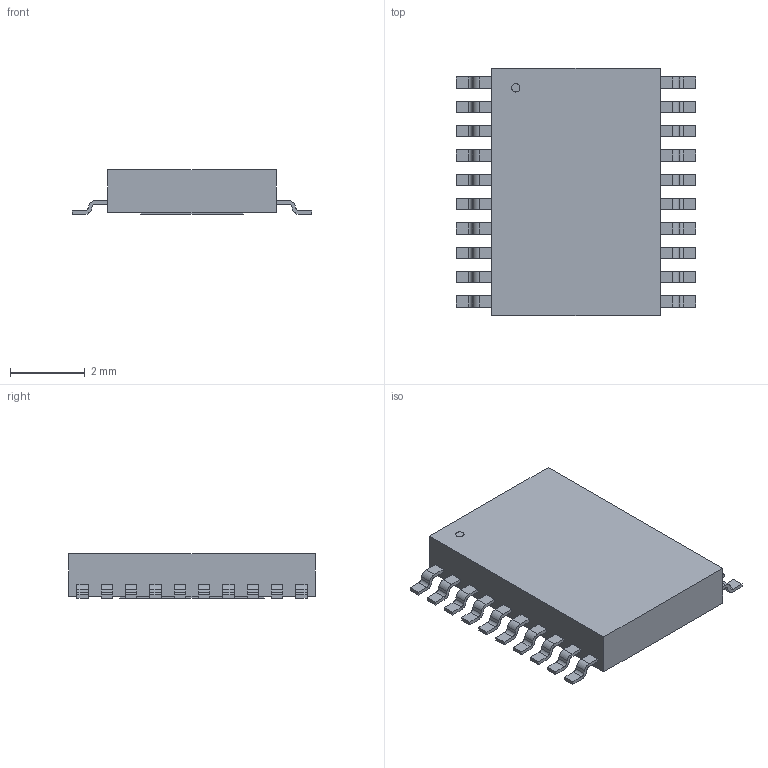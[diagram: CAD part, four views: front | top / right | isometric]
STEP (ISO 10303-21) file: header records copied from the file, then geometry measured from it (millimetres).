
FILE_DESCRIPTION(('STEP AP214'),'1');
FILE_NAME('TSSOP-20_FECB_LIT','2024-01-30T04:38:38',(''),(''),'','','');
FILE_SCHEMA(('AUTOMOTIVE_DESIGN'));
Length unit declared in the file: millimetre
Products named in the file (1): product
Bounding box: 6.4 x 6.6 x 1.2 mm (x, y, z)
Volume: 35.1 mm3; surface area: 125.3 mm2
Topology: 23 solids, 23 shells, 295 faces, 747 edges, 498 vertices
Faces by surface type: plane 214, cylinder 81
Full cylindrical faces by diameter (mm): 0.225 x1
Entity records: 8597 total; most frequent: DIRECTION 1502, ORIENTED_EDGE 1492, CARTESIAN_POINT 877, EDGE_CURVE 746, LINE 584, VECTOR 584, VERTEX_POINT 498, AXIS2_PLACEMENT_3D 459
